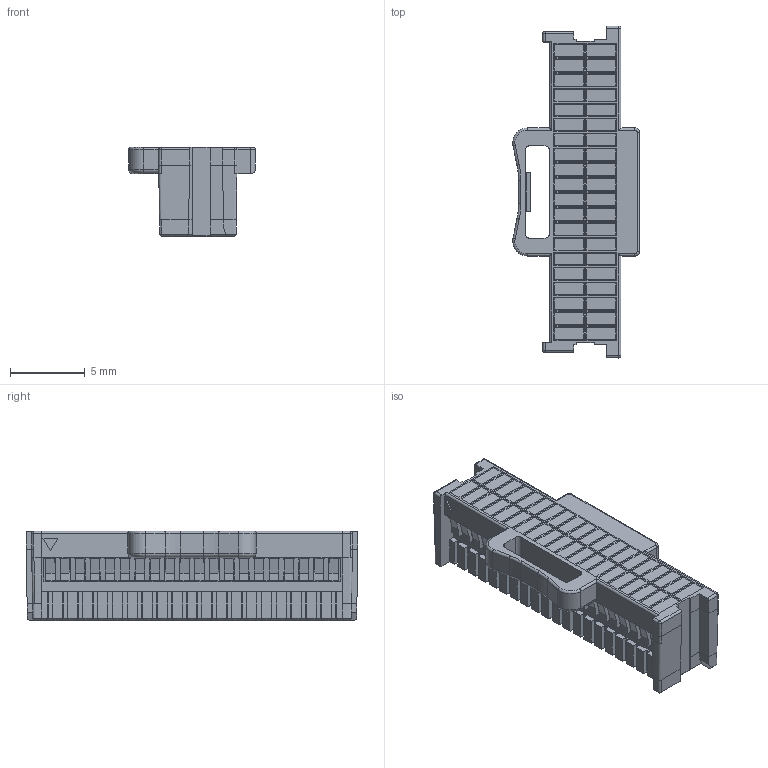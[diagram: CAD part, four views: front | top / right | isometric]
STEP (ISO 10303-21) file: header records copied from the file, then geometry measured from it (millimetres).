
FILE_DESCRIPTION(('CoCreate Modeling STEP Export'),'2;1');
FILE_NAME('DF50S-40DS-1C.stp','2012-05-08T16:02:19',(''),(''),'CoCreate Modeling STEP processor for AP214 (Solid Model)','CoCreate Modeling 17.0 01-Apr-2010 (C) Parametric Technology GmbH','');
FILE_SCHEMA(('AUTOMOTIVE_DESIGN { 1 0 10303 214 1 1 1 1 }'));
Length unit declared in the file: millimetre
Products named in the file (1): DF50-40DS-1C.01
Bounding box: 8.5 x 22.28 x 6 mm (x, y, z)
Volume: 544.5 mm3; surface area: 723.9 mm2
Topology: 1 solids, 1 shells, 1196 faces, 3261 edges, 2104 vertices
Faces by surface type: plane 1010, cylinder 172, torus 10, sphere 4
Entity records: 38441 total; most frequent: CARTESIAN_POINT 9012, ORIENTED_EDGE 6514, DIRECTION 5457, EDGE_CURVE 3257, VECTOR 2741, LINE 2741, VERTEX_POINT 2104, AXIS2_PLACEMENT_3D 1358
